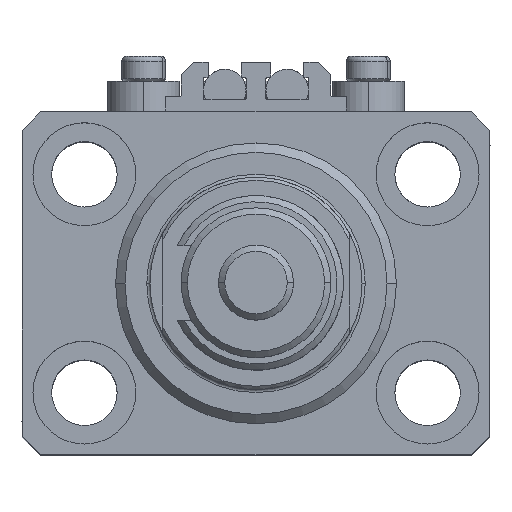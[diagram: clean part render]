
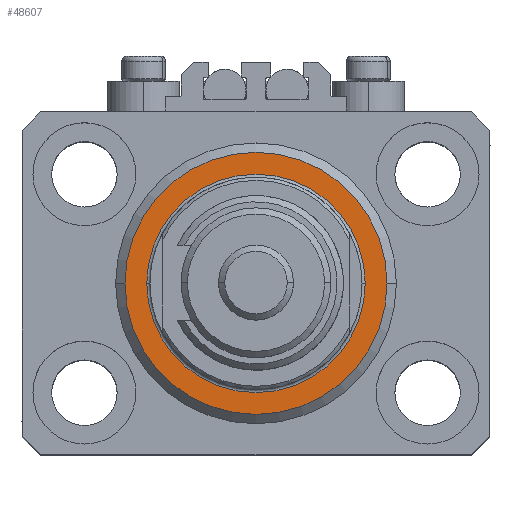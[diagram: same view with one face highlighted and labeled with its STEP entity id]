
A CAD part, top view. The second image highlights one B-rep face of the part: STEP entity #48607.
In plain terms, the highlighted face is planar.
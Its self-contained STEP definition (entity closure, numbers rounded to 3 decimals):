
#173 = FACE_OUTER_BOUND ( 'NONE', #40613, .T. ) ;
#239 = DIRECTION ( 'NONE',  ( 1., 0., 0. ) ) ;
#444 = AXIS2_PLACEMENT_3D ( 'NONE', #15849, #39312, #43391 ) ;
#581 = CARTESIAN_POINT ( 'NONE',  ( 21., 0., 0. ) ) ;
#1373 = CARTESIAN_POINT ( 'NONE',  ( 0., 0., 0. ) ) ;
#1868 = DIRECTION ( 'NONE',  ( 0., 0., 1. ) ) ;
#3046 = DIRECTION ( 'NONE',  ( 1., 0., 0. ) ) ;
#4066 = CARTESIAN_POINT ( 'NONE',  ( 0., 0., 0. ) ) ;
#5455 = DIRECTION ( 'NONE',  ( 1., 0., 0. ) ) ;
#5706 = FACE_BOUND ( 'NONE', #29869, .T. ) ;
#8969 = CIRCLE ( 'NONE', #28505, 21. ) ;
#12151 = VERTEX_POINT ( 'NONE', #16247 ) ;
#13554 = VERTEX_POINT ( 'NONE', #581 ) ;
#15473 = AXIS2_PLACEMENT_3D ( 'NONE', #4066, #47174, #239 ) ;
#15849 = CARTESIAN_POINT ( 'NONE',  ( 0., 0., 0. ) ) ;
#16247 = CARTESIAN_POINT ( 'NONE',  ( -21., 0., 0. ) ) ;
#17443 = PLANE ( 'NONE',  #23641 ) ;
#19638 = ORIENTED_EDGE ( 'NONE', *, *, #48271, .T. ) ;
#20790 = CARTESIAN_POINT ( 'NONE',  ( 0., 0., 0. ) ) ;
#22446 = DIRECTION ( 'NONE',  ( 0., 0., -1. ) ) ;
#23150 = EDGE_CURVE ( 'NONE', #36788, #33512, #44467, .T. ) ;
#23398 = ORIENTED_EDGE ( 'NONE', *, *, #23150, .T. ) ;
#23641 = AXIS2_PLACEMENT_3D ( 'NONE', #1373, #1868, #5455 ) ;
#26616 = CARTESIAN_POINT ( 'NONE',  ( 17.5, 0., 0. ) ) ;
#28505 = AXIS2_PLACEMENT_3D ( 'NONE', #42324, #22446, #3046 ) ;
#29869 = EDGE_LOOP ( 'NONE', ( #23398, #19638 ) ) ;
#32590 = ORIENTED_EDGE ( 'NONE', *, *, #45091, .T. ) ;
#33512 = VERTEX_POINT ( 'NONE', #46321 ) ;
#36352 = DIRECTION ( 'NONE',  ( 0., 0., -1. ) ) ;
#36788 = VERTEX_POINT ( 'NONE', #26616 ) ;
#38276 = CIRCLE ( 'NONE', #15473, 17.5 ) ;
#39312 = DIRECTION ( 'NONE',  ( 0., 0., 1. ) ) ;
#40613 = EDGE_LOOP ( 'NONE', ( #47189, #32590 ) ) ;
#42190 = AXIS2_PLACEMENT_3D ( 'NONE', #20790, #36352, #46241 ) ;
#42324 = CARTESIAN_POINT ( 'NONE',  ( 0., 0., 0. ) ) ;
#43391 = DIRECTION ( 'NONE',  ( 1., 0., 0. ) ) ;
#44467 = CIRCLE ( 'NONE', #444, 17.5 ) ;
#45091 = EDGE_CURVE ( 'NONE', #12151, #13554, #47089, .T. ) ;
#46241 = DIRECTION ( 'NONE',  ( 1., 0., 0. ) ) ;
#46321 = CARTESIAN_POINT ( 'NONE',  ( -17.5, 0., 0. ) ) ;
#47089 = CIRCLE ( 'NONE', #42190, 21. ) ;
#47174 = DIRECTION ( 'NONE',  ( 0., 0., 1. ) ) ;
#47189 = ORIENTED_EDGE ( 'NONE', *, *, #48134, .T. ) ;
#48134 = EDGE_CURVE ( 'NONE', #13554, #12151, #8969, .T. ) ;
#48271 = EDGE_CURVE ( 'NONE', #33512, #36788, #38276, .T. ) ;
#48607 = ADVANCED_FACE ( 'NONE', ( #5706, #173 ), #17443, .F. ) ;
